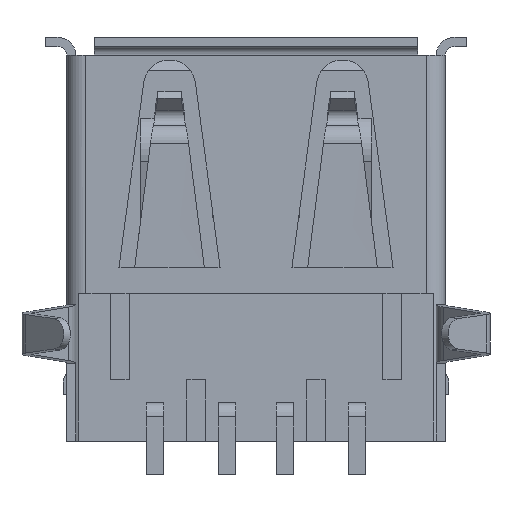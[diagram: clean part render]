
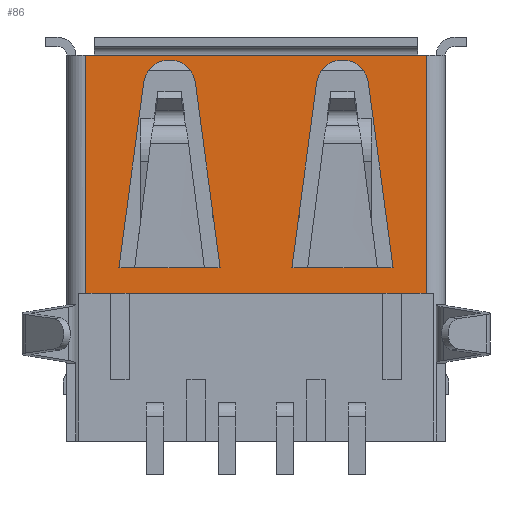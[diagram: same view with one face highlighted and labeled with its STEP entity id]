
A CAD part, front view. The second image highlights one B-rep face of the part: STEP entity #86.
In plain terms, the highlighted planar face has unit normal (0, -1, 0).
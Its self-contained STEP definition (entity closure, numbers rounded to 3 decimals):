
#86=ADVANCED_FACE('',(#569,#570,#571),#572,.T.);
#569=FACE_OUTER_BOUND('',#1566,.T.);
#570=FACE_BOUND('',#1567,.T.);
#571=FACE_BOUND('',#1568,.T.);
#572=PLANE('',#1569);
#1566=EDGE_LOOP('',(#3508,#3509,#3510,#3511,#3512,#3513));
#1567=EDGE_LOOP('',(#3514,#3515,#3516,#3517,#3518,#3519));
#1568=EDGE_LOOP('',(#3520,#3521,#3522,#3523,#3524,#3525));
#1569=AXIS2_PLACEMENT_3D('',#3526,#3527,#3528);
#3508=ORIENTED_EDGE('',*,*,#6800,.F.);
#3509=ORIENTED_EDGE('',*,*,#6801,.F.);
#3510=ORIENTED_EDGE('',*,*,#6802,.F.);
#3511=ORIENTED_EDGE('',*,*,#6803,.F.);
#3512=ORIENTED_EDGE('',*,*,#6804,.F.);
#3513=ORIENTED_EDGE('',*,*,#6805,.F.);
#3514=ORIENTED_EDGE('',*,*,#6799,.F.);
#3515=ORIENTED_EDGE('',*,*,#6730,.T.);
#3516=ORIENTED_EDGE('',*,*,#6771,.T.);
#3517=ORIENTED_EDGE('',*,*,#6768,.T.);
#3518=ORIENTED_EDGE('',*,*,#6764,.T.);
#3519=ORIENTED_EDGE('',*,*,#6722,.T.);
#3520=ORIENTED_EDGE('',*,*,#6806,.F.);
#3521=ORIENTED_EDGE('',*,*,#6807,.T.);
#3522=ORIENTED_EDGE('',*,*,#6808,.T.);
#3523=ORIENTED_EDGE('',*,*,#6809,.T.);
#3524=ORIENTED_EDGE('',*,*,#6810,.T.);
#3525=ORIENTED_EDGE('',*,*,#6811,.T.);
#3526=CARTESIAN_POINT('',(-6.565,-2.878,-0.62));
#3527=DIRECTION('',(0.0,-1.0,0.0));
#3528=DIRECTION('',(0.0,0.0,-1.0));
#6722=EDGE_CURVE('',#7937,#7938,#7939,.T.);
#6730=EDGE_CURVE('',#7954,#7952,#7955,.T.);
#6764=EDGE_CURVE('',#8009,#7937,#8010,.T.);
#6768=EDGE_CURVE('',#8015,#8009,#8016,.T.);
#6771=EDGE_CURVE('',#7952,#8015,#8020,.T.);
#6799=EDGE_CURVE('',#7954,#7938,#8068,.T.);
#6800=EDGE_CURVE('',#8069,#8070,#8071,.T.);
#6801=EDGE_CURVE('',#8072,#8069,#8073,.T.);
#6802=EDGE_CURVE('',#8074,#8072,#8075,.T.);
#6803=EDGE_CURVE('',#8076,#8074,#8077,.T.);
#6804=EDGE_CURVE('',#8078,#8076,#8079,.T.);
#6805=EDGE_CURVE('',#8070,#8078,#8080,.T.);
#6806=EDGE_CURVE('',#8081,#8082,#8083,.T.);
#6807=EDGE_CURVE('',#8081,#8084,#8085,.T.);
#6808=EDGE_CURVE('',#8084,#8086,#8087,.T.);
#6809=EDGE_CURVE('',#8086,#8088,#8089,.T.);
#6810=EDGE_CURVE('',#8088,#8090,#8091,.T.);
#6811=EDGE_CURVE('',#8090,#8082,#8092,.T.);
#7937=VERTEX_POINT('',#9953);
#7938=VERTEX_POINT('',#9954);
#7939=LINE('',#9955,#9956);
#7952=VERTEX_POINT('',#9981);
#7954=VERTEX_POINT('',#9984);
#7955=LINE('',#9985,#9986);
#8009=VERTEX_POINT('',#10103);
#8010=LINE('',#10104,#10105);
#8015=VERTEX_POINT('',#10113);
#8016=CIRCLE('',#10114,0.904);
#8020=LINE('',#10119,#10120);
#8068=LINE('',#10222,#10223);
#8069=VERTEX_POINT('',#10224);
#8070=VERTEX_POINT('',#10225);
#8071=LINE('',#10226,#10227);
#8072=VERTEX_POINT('',#10228);
#8073=LINE('',#10229,#10230);
#8074=VERTEX_POINT('',#10231);
#8075=LINE('',#10232,#10233);
#8076=VERTEX_POINT('',#10234);
#8077=LINE('',#10235,#10236);
#8078=VERTEX_POINT('',#10237);
#8079=LINE('',#10238,#10239);
#8080=LINE('',#10240,#10241);
#8081=VERTEX_POINT('',#10242);
#8082=VERTEX_POINT('',#10243);
#8083=LINE('',#10244,#10245);
#8084=VERTEX_POINT('',#10246);
#8085=LINE('',#10247,#10248);
#8086=VERTEX_POINT('',#10249);
#8087=LINE('',#10250,#10251);
#8088=VERTEX_POINT('',#10252);
#8089=CIRCLE('',#10253,0.904);
#8090=VERTEX_POINT('',#10254);
#8091=LINE('',#10255,#10256);
#8092=LINE('',#10257,#10258);
#9953=CARTESIAN_POINT('',(4.754,-2.878,-7.98));
#9954=CARTESIAN_POINT('',(4.209,-2.878,-7.98));
#9955=CARTESIAN_POINT('',(4.754,-2.878,-7.98));
#9956=VECTOR('',#13214,0.545);
#9981=CARTESIAN_POINT('',(1.246,-2.878,-7.98));
#9984=CARTESIAN_POINT('',(1.791,-2.878,-7.98));
#9985=CARTESIAN_POINT('',(1.791,-2.878,-7.98));
#9986=VECTOR('',#13220,0.545);
#10103=CARTESIAN_POINT('',(3.896,-2.878,-1.564));
#10104=CARTESIAN_POINT('',(3.896,-2.878,-1.564));
#10105=VECTOR('',#13246,6.474);
#10113=CARTESIAN_POINT('',(2.104,-2.878,-1.564));
#10114=AXIS2_PLACEMENT_3D('',#13250,#13251,#13252);
#10119=CARTESIAN_POINT('',(1.246,-2.878,-7.98));
#10120=VECTOR('',#13257,6.474);
#10222=CARTESIAN_POINT('',(1.791,-2.878,-7.98));
#10223=VECTOR('',#13277,2.419);
#10224=CARTESIAN_POINT('',(5.927,-2.878,-8.88));
#10225=CARTESIAN_POINT('',(-5.927,-2.878,-8.88));
#10226=CARTESIAN_POINT('',(5.927,-2.878,-8.88));
#10227=VECTOR('',#13278,11.854);
#10228=CARTESIAN_POINT('',(5.927,-2.878,-0.62));
#10229=CARTESIAN_POINT('',(5.927,-2.878,-0.62));
#10230=VECTOR('',#13279,8.26);
#10231=CARTESIAN_POINT('',(5.607,-2.878,-0.62));
#10232=CARTESIAN_POINT('',(5.607,-2.878,-0.62));
#10233=VECTOR('',#13280,0.32);
#10234=CARTESIAN_POINT('',(-5.607,-2.878,-0.62));
#10235=CARTESIAN_POINT('',(-5.607,-2.878,-0.62));
#10236=VECTOR('',#13281,11.214);
#10237=CARTESIAN_POINT('',(-5.927,-2.878,-0.62));
#10238=CARTESIAN_POINT('',(-5.927,-2.878,-0.62));
#10239=VECTOR('',#13282,0.32);
#10240=CARTESIAN_POINT('',(-5.927,-2.878,-8.88));
#10241=VECTOR('',#13283,8.26);
#10242=CARTESIAN_POINT('',(-4.209,-2.878,-7.98));
#10243=CARTESIAN_POINT('',(-1.791,-2.878,-7.98));
#10244=CARTESIAN_POINT('',(-4.209,-2.878,-7.98));
#10245=VECTOR('',#13284,2.419);
#10246=CARTESIAN_POINT('',(-4.754,-2.878,-7.98));
#10247=CARTESIAN_POINT('',(-4.209,-2.878,-7.98));
#10248=VECTOR('',#13285,0.545);
#10249=CARTESIAN_POINT('',(-3.896,-2.878,-1.564));
#10250=CARTESIAN_POINT('',(-4.754,-2.878,-7.98));
#10251=VECTOR('',#13286,6.474);
#10252=CARTESIAN_POINT('',(-2.104,-2.878,-1.564));
#10253=AXIS2_PLACEMENT_3D('',#13287,#13288,#13289);
#10254=CARTESIAN_POINT('',(-1.246,-2.878,-7.98));
#10255=CARTESIAN_POINT('',(-2.104,-2.878,-1.564));
#10256=VECTOR('',#13290,6.474);
#10257=CARTESIAN_POINT('',(-1.246,-2.878,-7.98));
#10258=VECTOR('',#13291,0.545);
#13214=DIRECTION('',(-1.0,0.,0.));
#13220=DIRECTION('',(-1.0,0.,0.));
#13246=DIRECTION('',(0.133,0.0,-0.991));
#13250=CARTESIAN_POINT('',(3.0,-2.878,-1.684));
#13251=DIRECTION('',(0.0,1.0,0.0));
#13252=DIRECTION('',(-0.991,0.0,0.133));
#13257=DIRECTION('',(0.133,0.0,0.991));
#13277=DIRECTION('',(1.0,0.0,0.0));
#13278=DIRECTION('',(-1.0,0.0,0.0));
#13279=DIRECTION('',(0.0,0.0,-1.0));
#13280=DIRECTION('',(1.0,0.0,0.0));
#13281=DIRECTION('',(1.0,0.0,0.0));
#13282=DIRECTION('',(1.0,0.0,0.0));
#13283=DIRECTION('',(0.0,0.0,1.0));
#13284=DIRECTION('',(1.0,0.0,0.0));
#13285=DIRECTION('',(-1.0,0.,0.));
#13286=DIRECTION('',(0.133,0.0,0.991));
#13287=CARTESIAN_POINT('',(-3.0,-2.878,-1.684));
#13288=DIRECTION('',(0.0,1.0,0.0));
#13289=DIRECTION('',(-0.991,0.0,0.133));
#13290=DIRECTION('',(0.133,0.0,-0.991));
#13291=DIRECTION('',(-1.0,0.,0.));
